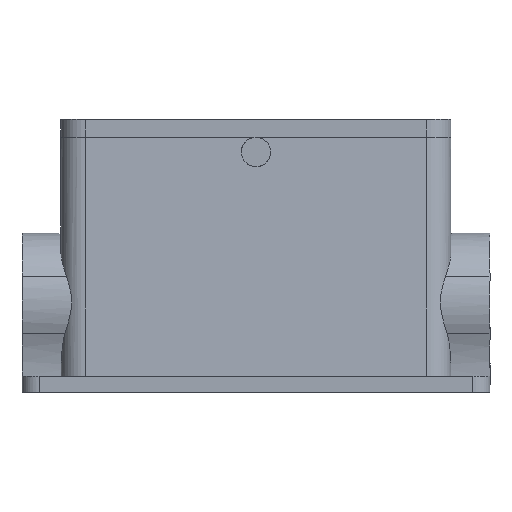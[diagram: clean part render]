
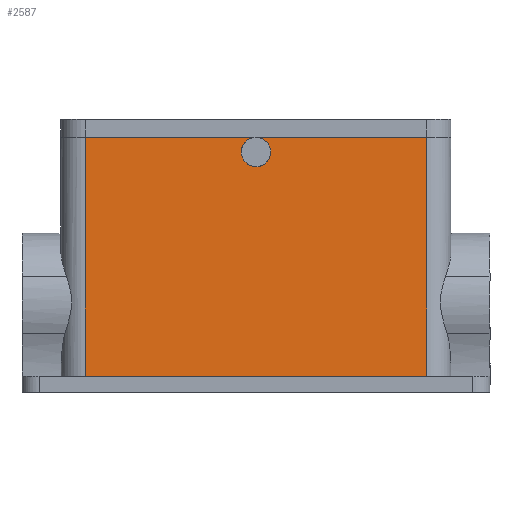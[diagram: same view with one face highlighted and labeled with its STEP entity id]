
A CAD part, left-side view. The second image highlights one B-rep face of the part: STEP entity #2587.
In plain terms, the highlighted planar face has unit normal (-0.999, 0, 0.035).
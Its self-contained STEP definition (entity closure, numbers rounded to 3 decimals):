
#2512=AXIS2_PLACEMENT_3D('Plane Axis2P3D',#2509,#2510,#2511) ;
#1312=CARTESIAN_POINT('Vertex',(5.933,19.5,5.)) ;
#1315=CARTESIAN_POINT('Line Origine',(5.933,72.,5.)) ;
#1319=CARTESIAN_POINT('Vertex',(5.933,124.5,5.)) ;
#1745=CARTESIAN_POINT('Line Origine',(8.5,45.75,78.5)) ;
#1749=CARTESIAN_POINT('Vertex',(8.5,72.,78.5)) ;
#1751=CARTESIAN_POINT('Vertex',(8.5,19.5,78.5)) ;
#1857=CARTESIAN_POINT('Vertex',(8.5,124.5,78.5)) ;
#1860=CARTESIAN_POINT('Line Origine',(8.5,98.25,78.5)) ;
#1931=CARTESIAN_POINT('Line Origine',(7.169,124.5,40.381)) ;
#2494=CARTESIAN_POINT('Line Origine',(7.169,19.5,40.381)) ;
#2509=CARTESIAN_POINT('Axis2P3D Location',(8.5,72.,78.5)) ;
#2522=CARTESIAN_POINT('Control Point',(8.5,72.,78.5)) ;
#2523=CARTESIAN_POINT('Control Point',(8.5,71.585,78.5)) ;
#2524=CARTESIAN_POINT('Control Point',(8.498,71.169,78.452)) ;
#2525=CARTESIAN_POINT('Control Point',(8.495,70.761,78.356)) ;
#2526=CARTESIAN_POINT('Control Point',(8.485,69.974,78.072)) ;
#2527=CARTESIAN_POINT('Control Point',(8.469,69.273,77.616)) ;
#2528=CARTESIAN_POINT('Control Point',(8.46,68.95,77.348)) ;
#2529=CARTESIAN_POINT('Control Point',(8.446,68.569,76.949)) ;
#2530=CARTESIAN_POINT('Control Point',(8.43,68.255,76.5)) ;
#2531=CARTESIAN_POINT('Control Point',(8.426,68.182,76.388)) ;
#2532=CARTESIAN_POINT('Control Point',(8.422,68.114,76.274)) ;
#2533=CARTESIAN_POINT('Control Point',(8.418,68.051,76.157)) ;
#2534=CARTESIAN_POINT('Vertex',(8.418,68.051,76.157)) ;
#2538=CARTESIAN_POINT('Control Point',(8.268,75.949,71.843)) ;
#2539=CARTESIAN_POINT('Control Point',(8.255,75.75,71.478)) ;
#2540=CARTESIAN_POINT('Control Point',(8.243,75.509,71.137)) ;
#2541=CARTESIAN_POINT('Control Point',(8.232,75.229,70.825)) ;
#2542=CARTESIAN_POINT('Control Point',(8.213,74.602,70.271)) ;
#2543=CARTESIAN_POINT('Control Point',(8.199,73.865,69.874)) ;
#2544=CARTESIAN_POINT('Control Point',(8.193,73.475,69.719)) ;
#2545=CARTESIAN_POINT('Control Point',(8.186,72.667,69.502)) ;
#2546=CARTESIAN_POINT('Control Point',(8.185,71.831,69.474)) ;
#2547=CARTESIAN_POINT('Control Point',(8.186,71.413,69.509)) ;
#2548=CARTESIAN_POINT('Control Point',(8.192,70.594,69.675)) ;
#2549=CARTESIAN_POINT('Control Point',(8.204,69.833,70.023)) ;
#2550=CARTESIAN_POINT('Control Point',(8.212,69.475,70.241)) ;
#2551=CARTESIAN_POINT('Control Point',(8.23,68.814,70.754)) ;
#2552=CARTESIAN_POINT('Control Point',(8.252,68.288,71.405)) ;
#2553=CARTESIAN_POINT('Control Point',(8.265,68.064,71.76)) ;
#2554=CARTESIAN_POINT('Control Point',(8.291,67.702,72.514)) ;
#2555=CARTESIAN_POINT('Control Point',(8.319,67.521,73.331)) ;
#2556=CARTESIAN_POINT('Control Point',(8.334,67.478,73.748)) ;
#2557=CARTESIAN_POINT('Control Point',(8.36,67.489,74.503)) ;
#2558=CARTESIAN_POINT('Control Point',(8.386,67.654,75.237)) ;
#2559=CARTESIAN_POINT('Control Point',(8.397,67.758,75.556)) ;
#2560=CARTESIAN_POINT('Control Point',(8.408,67.891,75.864)) ;
#2561=CARTESIAN_POINT('Control Point',(8.418,68.051,76.157)) ;
#2562=CARTESIAN_POINT('Vertex',(8.268,75.949,71.843)) ;
#2566=CARTESIAN_POINT('Control Point',(8.268,75.949,71.843)) ;
#2567=CARTESIAN_POINT('Control Point',(8.283,76.198,72.298)) ;
#2568=CARTESIAN_POINT('Control Point',(8.301,76.382,72.79)) ;
#2569=CARTESIAN_POINT('Control Point',(8.319,76.493,73.304)) ;
#2570=CARTESIAN_POINT('Control Point',(8.355,76.562,74.352)) ;
#2571=CARTESIAN_POINT('Control Point',(8.391,76.332,75.376)) ;
#2572=CARTESIAN_POINT('Control Point',(8.408,76.143,75.868)) ;
#2573=CARTESIAN_POINT('Control Point',(8.44,75.63,76.783)) ;
#2574=CARTESIAN_POINT('Control Point',(8.466,74.879,77.517)) ;
#2575=CARTESIAN_POINT('Control Point',(8.476,74.454,77.827)) ;
#2576=CARTESIAN_POINT('Control Point',(8.49,73.716,78.214)) ;
#2577=CARTESIAN_POINT('Control Point',(8.497,72.914,78.422)) ;
#2578=CARTESIAN_POINT('Control Point',(8.499,72.612,78.474)) ;
#2579=CARTESIAN_POINT('Control Point',(8.5,72.306,78.5)) ;
#2580=CARTESIAN_POINT('Control Point',(8.5,72.,78.5)) ;
#1316=DIRECTION('Vector Direction',(0.,1.,0.)) ;
#1746=DIRECTION('Vector Direction',(0.,1.,0.)) ;
#1861=DIRECTION('Vector Direction',(0.,1.,0.)) ;
#1932=DIRECTION('Vector Direction',(0.035,0.,0.999)) ;
#2495=DIRECTION('Vector Direction',(0.035,0.,0.999)) ;
#2510=DIRECTION('Axis2P3D Direction',(-0.999,0.,0.035)) ;
#2511=DIRECTION('Axis2P3D XDirection',(0.,1.,0.)) ;
#1317=VECTOR('Line Direction',#1316,1.) ;
#1747=VECTOR('Line Direction',#1746,1.) ;
#1862=VECTOR('Line Direction',#1861,1.) ;
#1933=VECTOR('Line Direction',#1932,1.) ;
#2496=VECTOR('Line Direction',#2495,1.) ;
#2515=ORIENTED_EDGE('',*,*,#1864,.F.) ;
#2516=ORIENTED_EDGE('',*,*,#1935,.F.) ;
#2517=ORIENTED_EDGE('',*,*,#1321,.F.) ;
#2518=ORIENTED_EDGE('',*,*,#2498,.F.) ;
#2519=ORIENTED_EDGE('',*,*,#1753,.F.) ;
#2583=ORIENTED_EDGE('',*,*,#2536,.T.) ;
#2584=ORIENTED_EDGE('',*,*,#2564,.F.) ;
#2585=ORIENTED_EDGE('',*,*,#2581,.T.) ;
#2586=FACE_BOUND('',#2582,.T.) ;
#2587=ADVANCED_FACE('Housing',(#2520,#2586),#2513,.T.) ;
#2521=B_SPLINE_CURVE_WITH_KNOTS('',5,(#2522,#2523,#2524,#2525,#2526,#2527,#2528,#2529,#2530,#2531,#2532,#2533),.UNSPECIFIED.,.F.,.U.,(6,3,3,6),(0.,2.986,5.974,6.928),.UNSPECIFIED.) ;
#2537=B_SPLINE_CURVE_WITH_KNOTS('',5,(#2538,#2539,#2540,#2541,#2542,#2543,#2544,#2545,#2546,#2547,#2548,#2549,#2550,#2551,#2552,#2553,#2554,#2555,#2556,#2557,#2558,#2559,#2560,#2561),.UNSPECIFIED.,.F.,.U.,(6,3,3,3,3,3,3,6),(0.,2.979,5.96,8.938,11.918,14.899,17.881,20.276),.UNSPECIFIED.) ;
#2565=B_SPLINE_CURVE_WITH_KNOTS('',5,(#2566,#2567,#2568,#2569,#2570,#2571,#2572,#2573,#2574,#2575,#2576,#2577,#2578,#2579,#2580),.UNSPECIFIED.,.F.,.U.,(6,3,3,3,6),(0.,3.853,7.711,11.563,13.831),.UNSPECIFIED.) ;
#1321=EDGE_CURVE('',#1313,#1320,#1318,.T.) ;
#1753=EDGE_CURVE('',#1750,#1752,#1748,.F.) ;
#1864=EDGE_CURVE('',#1858,#1750,#1863,.F.) ;
#1935=EDGE_CURVE('',#1320,#1858,#1934,.T.) ;
#2498=EDGE_CURVE('',#1752,#1313,#2497,.F.) ;
#2536=EDGE_CURVE('',#1750,#2535,#2521,.T.) ;
#2564=EDGE_CURVE('',#2563,#2535,#2537,.T.) ;
#2581=EDGE_CURVE('',#2563,#1750,#2565,.T.) ;
#2514=EDGE_LOOP('',(#2515,#2516,#2517,#2518,#2519)) ;
#2582=EDGE_LOOP('',(#2583,#2584,#2585)) ;
#2520=FACE_OUTER_BOUND('',#2514,.T.) ;
#1318=LINE('Line',#1315,#1317) ;
#1748=LINE('Line',#1745,#1747) ;
#1863=LINE('Line',#1860,#1862) ;
#1934=LINE('Line',#1931,#1933) ;
#2497=LINE('Line',#2494,#2496) ;
#2513=PLANE('',#2512) ;
#1313=VERTEX_POINT('',#1312) ;
#1320=VERTEX_POINT('',#1319) ;
#1750=VERTEX_POINT('',#1749) ;
#1752=VERTEX_POINT('',#1751) ;
#1858=VERTEX_POINT('',#1857) ;
#2535=VERTEX_POINT('',#2534) ;
#2563=VERTEX_POINT('',#2562) ;
